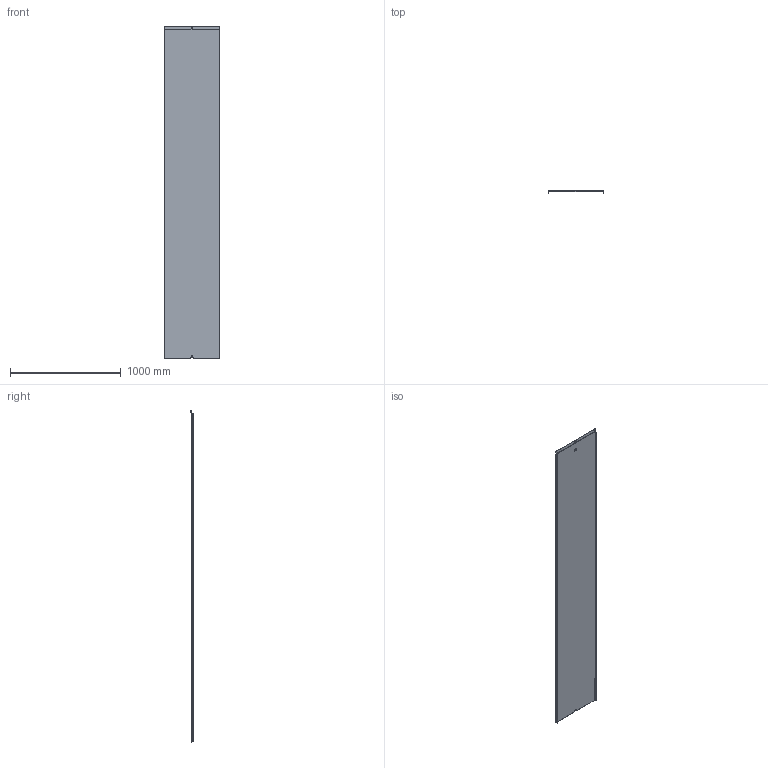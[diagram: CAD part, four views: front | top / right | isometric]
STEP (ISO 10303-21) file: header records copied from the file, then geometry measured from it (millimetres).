
FILE_DESCRIPTION (( 'STEP AP214' ), '1' );
FILE_NAME ('CLP1K-500-150-3_Êðûøêà íà ëîòîê îñí. 500-1,5ìì IEK.STEP', '2020-07-11T11:39:38', ( 'Igoran' ), ( '' ), 'SwSTEP 2.0', 'SolidWorks 2017', '' );
FILE_SCHEMA (( 'AUTOMOTIVE_DESIGN' ));
Length unit declared in the file: millimetre
Products named in the file (1): CLP1K-500-150-3_Êðûøêà íà ëîòîê îñí. 500-1,5ìì IEK
Bounding box: 506 x 18.44 x 3000 mm (x, y, z)
Volume: 2403716.5 mm3; surface area: 3215825.1 mm2
Topology: 1 solids, 1 shells, 190 faces, 457 edges, 278 vertices
Faces by surface type: plane 101, cylinder 38, torus 22, bspline 21, cone 8
Entity records: 8175 total; most frequent: CARTESIAN_POINT 3795, ORIENTED_EDGE 912, DIRECTION 881, EDGE_CURVE 456, AXIS2_PLACEMENT_3D 300, VECTOR 281, LINE 281, VERTEX_POINT 278
